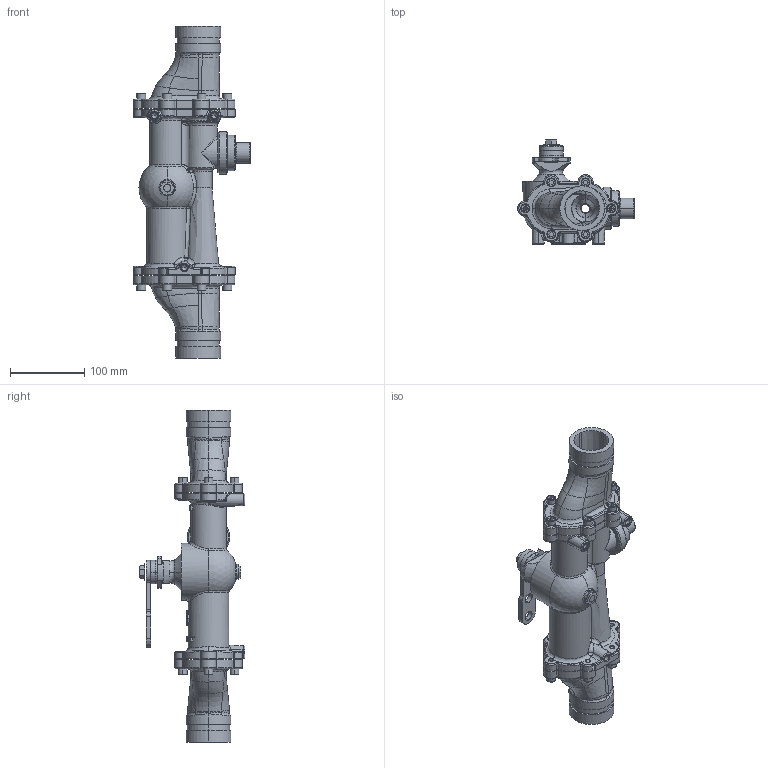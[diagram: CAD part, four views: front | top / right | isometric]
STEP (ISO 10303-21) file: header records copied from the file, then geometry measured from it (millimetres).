
FILE_DESCRIPTION((''),'2;1');
FILE_NAME('30960005_05','2015-01-21T',('sobri'),(''),'PRO/ENGINEER BY PARAMETRIC TECHNOLOGY CORPORATION, 2011180','PRO/ENGINEER BY PARAMETRIC TECHNOLOGY CORPORATION, 2011180','');
FILE_SCHEMA(('CONFIG_CONTROL_DESIGN'));
Products named in the file (1): 30960005_05
Bounding box: 157.14 x 142.16 x 447.24 mm (x, y, z)
Surface area: 298577.7 mm2 (no closed solid volume)
Topology: 0 solids, 59 shells, 982 faces, 3208 edges, 2228 vertices
Faces by surface type: bspline 290, cylinder 250, plane 210, cone 108, torus 92, sphere 21, extrusion 11
Entity records: 52632 total; most frequent: CARTESIAN_POINT 27483, ORIENTED_EDGE 5106, DIRECTION 4547, EDGE_CURVE 3198, VERTEX_POINT 2228, AXIS2_PLACEMENT_3D 1771, B_SPLINE_CURVE_WITH_KNOTS 1125, EDGE_LOOP 1100
